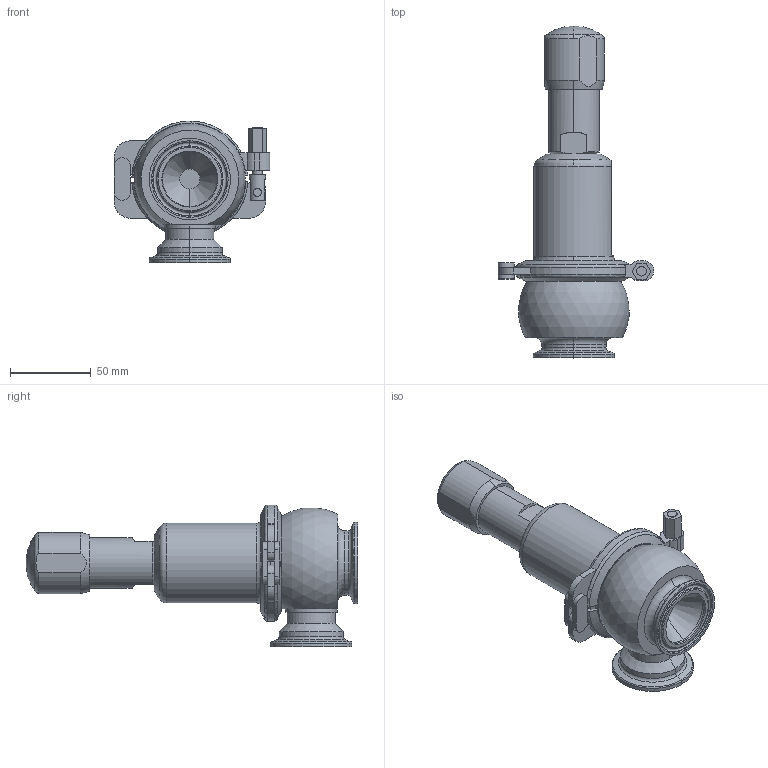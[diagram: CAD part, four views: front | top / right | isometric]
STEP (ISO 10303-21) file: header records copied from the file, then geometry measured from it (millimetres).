
FILE_DESCRIPTION((''),'2;1');
FILE_NAME('4834-7704-BOBO_NPS11-2X11-2_ASM','2019-11-19T',('volz'),(''),'PRO/ENGINEER BY PARAMETRIC TECHNOLOGY CORPORATION, 2014430','PRO/ENGINEER BY PARAMETRIC TECHNOLOGY CORPORATION, 2014430','');
FILE_SCHEMA(('CONFIG_CONTROL_DESIGN'));
Length unit declared in the file: millimetre
Products named in the file (11): 110-4007-01-B02_1-5-BO; 139-7609-01-B05; 142-5809-04-B01; 140-0809-02-B01; KLAPPRING_DN50_TEIL1; KLAPPRING_DN50_TEIL2; KLAPPRING_DN65_TEIL03; KLAPPRING_DN65_TEIL04; KLAPPRING_DN65_TEIL05; KLAPPRING_DN50_ASM; 4834-7704-BOBO_NPS11-2X11-2_ASM
Assembly tree (11 placements, depth 3):
  4834-7704-BOBO_NPS11-2X11-2_ASM
    110-4007-01-B02_1-5-BO
    139-7609-01-B05
    142-5809-04-B01
    140-0809-02-B01
    KLAPPRING_DN50_ASM
      KLAPPRING_DN50_TEIL1
      KLAPPRING_DN50_TEIL2
      KLAPPRING_DN65_TEIL03  x2
      KLAPPRING_DN65_TEIL04
      KLAPPRING_DN65_TEIL05
Bounding box: 96.65 x 206 x 87.95 mm (x, y, z)
Volume: 228976.9 mm3; surface area: 82385.8 mm2
Topology: 10 solids, 10 shells, 342 faces, 799 edges, 501 vertices
Faces by surface type: plane 137, cylinder 106, cone 49, torus 45, sphere 3, bspline 2
Entity records: 10143 total; most frequent: CARTESIAN_POINT 2138, DIRECTION 1749, ORIENTED_EDGE 1546, EDGE_CURVE 773, AXIS2_PLACEMENT_3D 690, VERTEX_POINT 485, EDGE_LOOP 374, VECTOR 369
